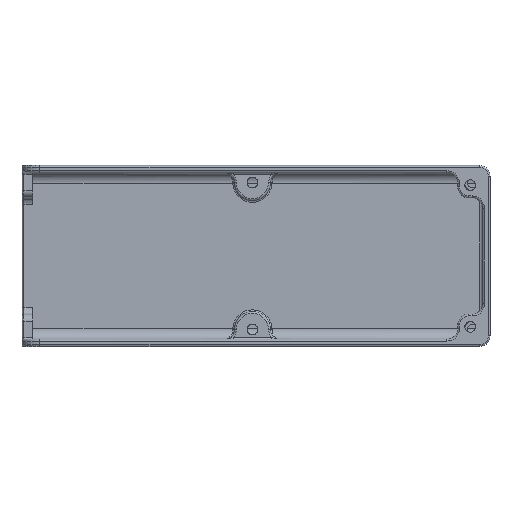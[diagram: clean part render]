
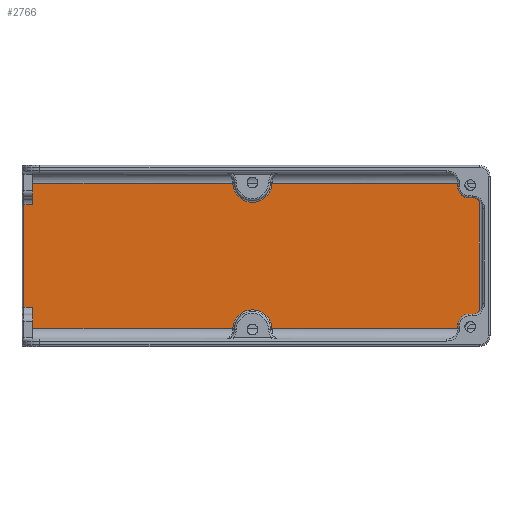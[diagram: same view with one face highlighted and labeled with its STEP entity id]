
A CAD part, top view. The second image highlights one B-rep face of the part: STEP entity #2766.
In plain terms, the highlighted planar face has unit normal (0, 0, 1).
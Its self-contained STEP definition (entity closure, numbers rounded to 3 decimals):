
#106=PLANE('',#3024);
#144=LINE('',#4256,#312);
#178=LINE('',#4416,#346);
#179=LINE('',#4420,#347);
#180=LINE('',#4422,#348);
#181=LINE('',#4424,#349);
#182=LINE('',#4428,#350);
#183=LINE('',#4432,#351);
#184=LINE('',#4436,#352);
#185=LINE('',#4440,#353);
#186=LINE('',#4444,#354);
#187=LINE('',#4448,#355);
#188=LINE('',#4449,#356);
#312=VECTOR('',#3354,10.);
#346=VECTOR('',#3534,10.);
#347=VECTOR('',#3539,10.);
#348=VECTOR('',#3540,10.);
#349=VECTOR('',#3541,10.);
#350=VECTOR('',#3544,10.);
#351=VECTOR('',#3547,10.);
#352=VECTOR('',#3550,10.);
#353=VECTOR('',#3553,10.);
#354=VECTOR('',#3556,10.);
#355=VECTOR('',#3559,10.);
#356=VECTOR('',#3560,10.);
#594=FACE_OUTER_BOUND('',#776,.T.);
#776=EDGE_LOOP('',(#1991,#1992,#1993,#1994,#1995,#1996,#1997,#1998,#1999,
#2000,#2001,#2002,#2003,#2004,#2005,#2006,#2007,#2008));
#999=CIRCLE('',#3025,5.5);
#1000=CIRCLE('',#3026,2.75);
#1001=CIRCLE('',#3027,1.5);
#1002=CIRCLE('',#3028,1.5);
#1003=CIRCLE('',#3029,2.75);
#1004=CIRCLE('',#3030,5.5);
#1161=VERTEX_POINT('',#4246);
#1163=VERTEX_POINT('',#4252);
#1217=VERTEX_POINT('',#4415);
#1218=VERTEX_POINT('',#4419);
#1219=VERTEX_POINT('',#4421);
#1220=VERTEX_POINT('',#4423);
#1221=VERTEX_POINT('',#4425);
#1222=VERTEX_POINT('',#4427);
#1223=VERTEX_POINT('',#4429);
#1224=VERTEX_POINT('',#4431);
#1225=VERTEX_POINT('',#4433);
#1226=VERTEX_POINT('',#4435);
#1227=VERTEX_POINT('',#4437);
#1228=VERTEX_POINT('',#4439);
#1229=VERTEX_POINT('',#4441);
#1230=VERTEX_POINT('',#4443);
#1231=VERTEX_POINT('',#4445);
#1232=VERTEX_POINT('',#4447);
#1427=EDGE_CURVE('',#1161,#1163,#144,.T.);
#1507=EDGE_CURVE('',#1163,#1217,#178,.T.);
#1509=EDGE_CURVE('',#1218,#1161,#179,.T.);
#1510=EDGE_CURVE('',#1218,#1219,#180,.T.);
#1511=EDGE_CURVE('',#1219,#1220,#181,.T.);
#1512=EDGE_CURVE('',#1221,#1220,#999,.T.);
#1513=EDGE_CURVE('',#1221,#1222,#182,.T.);
#1514=EDGE_CURVE('',#1222,#1223,#1000,.T.);
#1515=EDGE_CURVE('',#1223,#1224,#183,.T.);
#1516=EDGE_CURVE('',#1224,#1225,#1001,.T.);
#1517=EDGE_CURVE('',#1225,#1226,#184,.T.);
#1518=EDGE_CURVE('',#1226,#1227,#1002,.T.);
#1519=EDGE_CURVE('',#1227,#1228,#185,.T.);
#1520=EDGE_CURVE('',#1228,#1229,#1003,.T.);
#1521=EDGE_CURVE('',#1229,#1230,#186,.T.);
#1522=EDGE_CURVE('',#1231,#1230,#1004,.T.);
#1523=EDGE_CURVE('',#1231,#1232,#187,.T.);
#1524=EDGE_CURVE('',#1232,#1217,#188,.T.);
#1991=ORIENTED_EDGE('',*,*,#1427,.F.);
#1992=ORIENTED_EDGE('',*,*,#1509,.F.);
#1993=ORIENTED_EDGE('',*,*,#1510,.T.);
#1994=ORIENTED_EDGE('',*,*,#1511,.T.);
#1995=ORIENTED_EDGE('',*,*,#1512,.F.);
#1996=ORIENTED_EDGE('',*,*,#1513,.T.);
#1997=ORIENTED_EDGE('',*,*,#1514,.T.);
#1998=ORIENTED_EDGE('',*,*,#1515,.T.);
#1999=ORIENTED_EDGE('',*,*,#1516,.T.);
#2000=ORIENTED_EDGE('',*,*,#1517,.T.);
#2001=ORIENTED_EDGE('',*,*,#1518,.T.);
#2002=ORIENTED_EDGE('',*,*,#1519,.T.);
#2003=ORIENTED_EDGE('',*,*,#1520,.T.);
#2004=ORIENTED_EDGE('',*,*,#1521,.T.);
#2005=ORIENTED_EDGE('',*,*,#1522,.F.);
#2006=ORIENTED_EDGE('',*,*,#1523,.T.);
#2007=ORIENTED_EDGE('',*,*,#1524,.T.);
#2008=ORIENTED_EDGE('',*,*,#1507,.F.);
#2766=ADVANCED_FACE('',(#594),#106,.F.);
#3024=AXIS2_PLACEMENT_3D('',#4418,#3537,#3538);
#3025=AXIS2_PLACEMENT_3D('',#4426,#3542,#3543);
#3026=AXIS2_PLACEMENT_3D('',#4430,#3545,#3546);
#3027=AXIS2_PLACEMENT_3D('',#4434,#3548,#3549);
#3028=AXIS2_PLACEMENT_3D('',#4438,#3551,#3552);
#3029=AXIS2_PLACEMENT_3D('',#4442,#3554,#3555);
#3030=AXIS2_PLACEMENT_3D('',#4446,#3557,#3558);
#3354=DIRECTION('',(0.,1.,0.));
#3534=DIRECTION('',(1.,0.,0.));
#3537=DIRECTION('center_axis',(0.,0.,-1.));
#3538=DIRECTION('ref_axis',(-1.,0.,0.));
#3539=DIRECTION('',(-1.,0.,0.));
#3540=DIRECTION('',(0.,-1.,0.));
#3541=DIRECTION('',(1.,0.,0.));
#3542=DIRECTION('center_axis',(0.,0.,1.));
#3543=DIRECTION('ref_axis',(0.,1.,0.));
#3544=DIRECTION('',(1.,0.,0.));
#3545=DIRECTION('center_axis',(0.,0.,-1.));
#3546=DIRECTION('ref_axis',(-1.,0.,0.));
#3547=DIRECTION('',(1.,0.,0.));
#3548=DIRECTION('center_axis',(0.,0.,1.));
#3549=DIRECTION('ref_axis',(1.,0.,0.));
#3550=DIRECTION('',(0.,1.,0.));
#3551=DIRECTION('center_axis',(0.,0.,1.));
#3552=DIRECTION('ref_axis',(0.,1.,0.));
#3553=DIRECTION('',(-1.,0.,0.));
#3554=DIRECTION('center_axis',(0.,0.,-1.));
#3555=DIRECTION('ref_axis',(0.,-1.,0.));
#3556=DIRECTION('',(-1.,0.,0.));
#3557=DIRECTION('center_axis',(0.,0.,1.));
#3558=DIRECTION('ref_axis',(0.,-1.,0.));
#3559=DIRECTION('',(-1.,0.,0.));
#3560=DIRECTION('',(0.,-1.,0.));
#4246=CARTESIAN_POINT('',(0.2,8.25,-7.8));
#4252=CARTESIAN_POINT('',(0.2,36.75,-7.8));
#4256=CARTESIAN_POINT('',(0.2,0.25,-7.8));
#4415=CARTESIAN_POINT('',(2.7,36.75,-7.8));
#4416=CARTESIAN_POINT('',(63.95,36.75,-7.8));
#4418=CARTESIAN_POINT('Origin',(128.2,0.25,-7.8));
#4419=CARTESIAN_POINT('',(2.7,8.25,-7.8));
#4420=CARTESIAN_POINT('',(63.95,8.25,-7.8));
#4421=CARTESIAN_POINT('',(2.7,2.25,-7.8));
#4422=CARTESIAN_POINT('',(2.7,1.5,-7.8));
#4423=CARTESIAN_POINT('',(58.506,2.25,-7.8));
#4424=CARTESIAN_POINT('',(96.2,2.25,-7.8));
#4425=CARTESIAN_POINT('',(69.494,2.25,-7.8));
#4426=CARTESIAN_POINT('Origin',(64.,2.,-7.8));
#4427=CARTESIAN_POINT('',(122.761,2.25,-7.8));
#4428=CARTESIAN_POINT('',(96.2,2.25,-7.8));
#4429=CARTESIAN_POINT('',(125.5,4.75,-7.8));
#4430=CARTESIAN_POINT('Origin',(125.5,2.,-7.8));
#4431=CARTESIAN_POINT('',(126.8,4.75,-7.8));
#4432=CARTESIAN_POINT('',(126.85,4.75,-7.8));
#4433=CARTESIAN_POINT('',(127.3,4.836,-7.8));
#4434=CARTESIAN_POINT('Origin',(126.8,6.25,-7.8));
#4435=CARTESIAN_POINT('',(127.3,40.164,-7.8));
#4436=CARTESIAN_POINT('',(127.3,0.25,-7.8));
#4437=CARTESIAN_POINT('',(126.8,40.25,-7.8));
#4438=CARTESIAN_POINT('Origin',(126.8,38.75,-7.8));
#4439=CARTESIAN_POINT('',(125.5,40.25,-7.8));
#4440=CARTESIAN_POINT('',(127.5,40.25,-7.8));
#4441=CARTESIAN_POINT('',(122.761,42.75,-7.8));
#4442=CARTESIAN_POINT('Origin',(125.5,43.,-7.8));
#4443=CARTESIAN_POINT('',(69.494,42.75,-7.8));
#4444=CARTESIAN_POINT('',(96.2,42.75,-7.8));
#4445=CARTESIAN_POINT('',(58.506,42.75,-7.8));
#4446=CARTESIAN_POINT('Origin',(64.,43.,-7.8));
#4447=CARTESIAN_POINT('',(2.7,42.75,-7.8));
#4448=CARTESIAN_POINT('',(96.2,42.75,-7.8));
#4449=CARTESIAN_POINT('',(2.7,21.25,-7.8));
